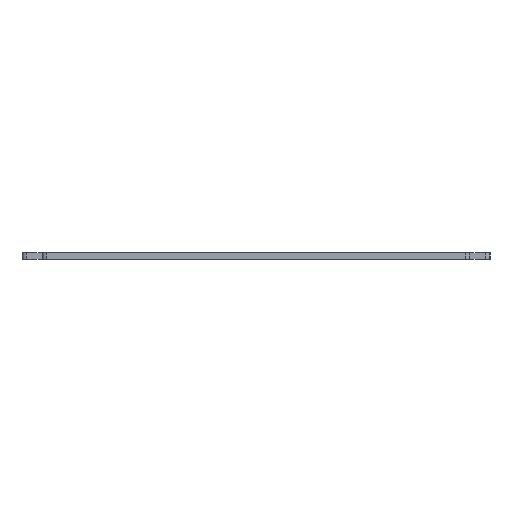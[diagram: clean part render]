
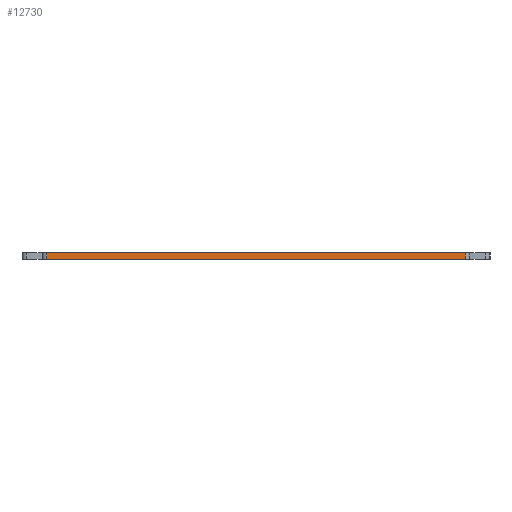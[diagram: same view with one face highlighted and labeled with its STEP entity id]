
A CAD part, left-side view. The second image highlights one B-rep face of the part: STEP entity #12730.
In plain terms, the highlighted planar face has unit normal (-1, 0, 0).
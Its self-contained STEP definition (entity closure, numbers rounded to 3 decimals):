
#1782=FACE_OUTER_BOUND('',#2402,.T.);
#2402=EDGE_LOOP('',(#10561,#10562,#10563,#10564));
#3794=LINE('',#21449,#5008);
#3795=LINE('',#21452,#5009);
#3796=LINE('',#21454,#5010);
#3797=LINE('',#21455,#5011);
#5008=VECTOR('',#17726,10.);
#5009=VECTOR('',#17729,10.);
#5010=VECTOR('',#17730,10.);
#5011=VECTOR('',#17731,10.);
#6245=VERTEX_POINT('',#21445);
#6246=VERTEX_POINT('',#21447);
#6247=VERTEX_POINT('',#21451);
#6248=VERTEX_POINT('',#21453);
#8094=EDGE_CURVE('',#6245,#6246,#3794,.T.);
#8095=EDGE_CURVE('',#6245,#6247,#3795,.T.);
#8096=EDGE_CURVE('',#6248,#6246,#3796,.T.);
#8097=EDGE_CURVE('',#6247,#6248,#3797,.T.);
#10561=ORIENTED_EDGE('',*,*,#8095,.F.);
#10562=ORIENTED_EDGE('',*,*,#8094,.T.);
#10563=ORIENTED_EDGE('',*,*,#8096,.F.);
#10564=ORIENTED_EDGE('',*,*,#8097,.F.);
#12112=PLANE('',#14003);
#12730=ADVANCED_FACE('',(#1782),#12112,.T.);
#14003=AXIS2_PLACEMENT_3D('',#21450,#17727,#17728);
#17726=DIRECTION('',(0.,0.,1.));
#17727=DIRECTION('center_axis',(-1.,0.,0.));
#17728=DIRECTION('ref_axis',(0.,-1.,0.));
#17729=DIRECTION('',(0.,1.,0.));
#17730=DIRECTION('',(0.,-1.,0.));
#17731=DIRECTION('',(0.,0.,1.));
#21445=CARTESIAN_POINT('',(0.1,-94.25,0.));
#21447=CARTESIAN_POINT('',(0.1,-94.25,1.5));
#21449=CARTESIAN_POINT('',(0.1,-94.25,0.));
#21450=CARTESIAN_POINT('Origin',(0.1,-1.,0.));
#21451=CARTESIAN_POINT('',(0.1,-1.,0.));
#21452=CARTESIAN_POINT('',(0.1,-94.25,0.));
#21453=CARTESIAN_POINT('',(0.1,-1.,1.5));
#21454=CARTESIAN_POINT('',(0.1,-94.25,1.5));
#21455=CARTESIAN_POINT('',(0.1,-1.,0.));
